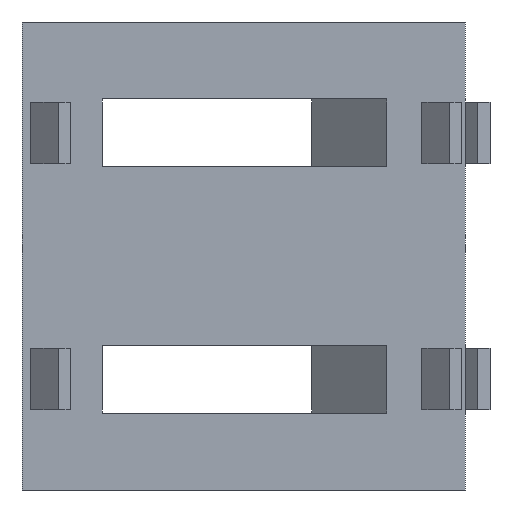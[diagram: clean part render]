
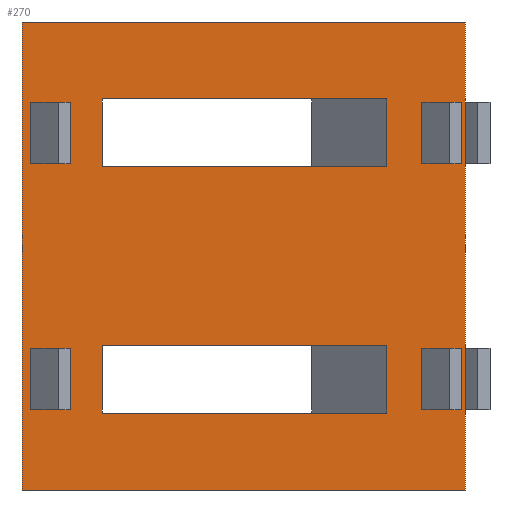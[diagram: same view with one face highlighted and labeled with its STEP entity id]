
A CAD part, left-side view. The second image highlights one B-rep face of the part: STEP entity #270.
In plain terms, the highlighted planar face has unit normal (-1, 0, 0).
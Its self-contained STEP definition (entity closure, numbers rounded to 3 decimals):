
#27=CARTESIAN_POINT('',(0.,0.,19.));
#28=DIRECTION('',(1.,0.,0.));
#29=DIRECTION('',(0.,0.,-1.));
#30=AXIS2_PLACEMENT_3D('',#27,#28,#29);
#31=PLANE('',#30);
#32=CARTESIAN_POINT('',(0.,32.999,-12.5));
#33=VERTEX_POINT('',#32);
#34=CARTESIAN_POINT('',(0.,32.999,-7.5));
#35=VERTEX_POINT('',#34);
#36=CARTESIAN_POINT('',(0.,32.999,-12.5));
#37=DIRECTION('',(0.,0.,1.));
#38=VECTOR('',#37,5.);
#39=LINE('',#36,#38);
#40=EDGE_CURVE('',#33,#35,#39,.T.);
#41=ORIENTED_EDGE('',*,*,#40,.F.);
#42=CARTESIAN_POINT('',(0.,35.3,-12.5));
#43=VERTEX_POINT('',#42);
#44=CARTESIAN_POINT('',(0.,32.999,-12.5));
#45=DIRECTION('',(0.,1.,0.));
#46=VECTOR('',#45,2.301);
#47=LINE('',#44,#46);
#48=EDGE_CURVE('',#33,#43,#47,.T.);
#49=ORIENTED_EDGE('',*,*,#48,.T.);
#50=CARTESIAN_POINT('',(0.,35.3,-7.5));
#51=VERTEX_POINT('',#50);
#52=CARTESIAN_POINT('',(0.,35.3,-12.5));
#53=DIRECTION('',(0.,0.,1.));
#54=VECTOR('',#53,5.);
#55=LINE('',#52,#54);
#56=EDGE_CURVE('',#43,#51,#55,.T.);
#57=ORIENTED_EDGE('',*,*,#56,.T.);
#58=CARTESIAN_POINT('',(0.,32.999,-7.5));
#59=DIRECTION('',(0.,1.,0.));
#60=VECTOR('',#59,2.301);
#61=LINE('',#58,#60);
#62=EDGE_CURVE('',#35,#51,#61,.T.);
#63=ORIENTED_EDGE('',*,*,#62,.F.);
#64=EDGE_LOOP('',(#41,#49,#57,#63));
#65=FACE_BOUND('',#64,.T.);
#66=CARTESIAN_POINT('',(0.,29.5,-7.25));
#67=VERTEX_POINT('',#66);
#68=CARTESIAN_POINT('',(0.,6.364,-7.25));
#69=VERTEX_POINT('',#68);
#70=CARTESIAN_POINT('',(0.,29.5,-7.25));
#71=DIRECTION('',(0.,-1.,0.));
#72=VECTOR('',#71,23.136);
#73=LINE('',#70,#72);
#74=EDGE_CURVE('',#67,#69,#73,.T.);
#75=ORIENTED_EDGE('',*,*,#74,.T.);
#76=CARTESIAN_POINT('',(0.,6.364,-12.75));
#77=VERTEX_POINT('',#76);
#78=CARTESIAN_POINT('',(0.,6.364,-7.25));
#79=DIRECTION('',(0.,0.,-1.));
#80=VECTOR('',#79,5.5);
#81=LINE('',#78,#80);
#82=EDGE_CURVE('',#69,#77,#81,.T.);
#83=ORIENTED_EDGE('',*,*,#82,.T.);
#84=CARTESIAN_POINT('',(0.,29.5,-12.75));
#85=VERTEX_POINT('',#84);
#86=CARTESIAN_POINT('',(0.,29.5,-12.75));
#87=DIRECTION('',(0.,-1.,0.));
#88=VECTOR('',#87,23.136);
#89=LINE('',#86,#88);
#90=EDGE_CURVE('',#85,#77,#89,.T.);
#91=ORIENTED_EDGE('',*,*,#90,.F.);
#92=CARTESIAN_POINT('',(0.,29.5,-7.25));
#93=DIRECTION('',(0.,0.,-1.));
#94=VECTOR('',#93,5.5);
#95=LINE('',#92,#94);
#96=EDGE_CURVE('',#67,#85,#95,.T.);
#97=ORIENTED_EDGE('',*,*,#96,.F.);
#98=EDGE_LOOP('',(#75,#83,#91,#97));
#99=FACE_BOUND('',#98,.T.);
#100=CARTESIAN_POINT('',(0.,35.3,12.5));
#101=VERTEX_POINT('',#100);
#102=CARTESIAN_POINT('',(0.,35.3,7.5));
#103=VERTEX_POINT('',#102);
#104=CARTESIAN_POINT('',(0.,35.3,12.5));
#105=DIRECTION('',(0.,0.,-1.));
#106=VECTOR('',#105,5.);
#107=LINE('',#104,#106);
#108=EDGE_CURVE('',#101,#103,#107,.T.);
#109=ORIENTED_EDGE('',*,*,#108,.F.);
#110=CARTESIAN_POINT('',(0.,32.999,12.5));
#111=VERTEX_POINT('',#110);
#112=CARTESIAN_POINT('',(0.,32.999,12.5));
#113=DIRECTION('',(0.,1.,0.));
#114=VECTOR('',#113,2.301);
#115=LINE('',#112,#114);
#116=EDGE_CURVE('',#111,#101,#115,.T.);
#117=ORIENTED_EDGE('',*,*,#116,.F.);
#118=CARTESIAN_POINT('',(0.,32.999,7.5));
#119=VERTEX_POINT('',#118);
#120=CARTESIAN_POINT('',(0.,32.999,12.5));
#121=DIRECTION('',(0.,0.,-1.));
#122=VECTOR('',#121,5.);
#123=LINE('',#120,#122);
#124=EDGE_CURVE('',#111,#119,#123,.T.);
#125=ORIENTED_EDGE('',*,*,#124,.T.);
#126=CARTESIAN_POINT('',(0.,32.999,7.5));
#127=DIRECTION('',(0.,1.,0.));
#128=VECTOR('',#127,2.301);
#129=LINE('',#126,#128);
#130=EDGE_CURVE('',#119,#103,#129,.T.);
#131=ORIENTED_EDGE('',*,*,#130,.T.);
#132=EDGE_LOOP('',(#109,#117,#125,#131));
#133=FACE_BOUND('',#132,.T.);
#134=CARTESIAN_POINT('',(0.,29.5,7.25));
#135=VERTEX_POINT('',#134);
#136=CARTESIAN_POINT('',(0.,6.364,7.25));
#137=VERTEX_POINT('',#136);
#138=CARTESIAN_POINT('',(0.,29.5,7.25));
#139=DIRECTION('',(0.,-1.,0.));
#140=VECTOR('',#139,23.136);
#141=LINE('',#138,#140);
#142=EDGE_CURVE('',#135,#137,#141,.T.);
#143=ORIENTED_EDGE('',*,*,#142,.F.);
#144=CARTESIAN_POINT('',(0.,29.5,12.75));
#145=VERTEX_POINT('',#144);
#146=CARTESIAN_POINT('',(0.,29.5,7.25));
#147=DIRECTION('',(0.,0.,1.));
#148=VECTOR('',#147,5.5);
#149=LINE('',#146,#148);
#150=EDGE_CURVE('',#135,#145,#149,.T.);
#151=ORIENTED_EDGE('',*,*,#150,.T.);
#152=CARTESIAN_POINT('',(0.,6.364,12.75));
#153=VERTEX_POINT('',#152);
#154=CARTESIAN_POINT('',(0.,29.5,12.75));
#155=DIRECTION('',(0.,-1.,0.));
#156=VECTOR('',#155,23.136);
#157=LINE('',#154,#156);
#158=EDGE_CURVE('',#145,#153,#157,.T.);
#159=ORIENTED_EDGE('',*,*,#158,.T.);
#160=CARTESIAN_POINT('',(0.,6.364,7.25));
#161=DIRECTION('',(-0.,0.,1.));
#162=VECTOR('',#161,5.5);
#163=LINE('',#160,#162);
#164=EDGE_CURVE('',#137,#153,#163,.T.);
#165=ORIENTED_EDGE('',*,*,#164,.F.);
#166=EDGE_LOOP('',(#143,#151,#159,#165));
#167=FACE_BOUND('',#166,.T.);
#168=CARTESIAN_POINT('',(0.,36.,-19.));
#169=VERTEX_POINT('',#168);
#170=CARTESIAN_POINT('',(0.,0.,-19.));
#171=VERTEX_POINT('',#170);
#172=CARTESIAN_POINT('',(0.,36.,-19.));
#173=DIRECTION('',(0.,-1.,0.));
#174=VECTOR('',#173,36.);
#175=LINE('',#172,#174);
#176=EDGE_CURVE('',#169,#171,#175,.T.);
#177=ORIENTED_EDGE('',*,*,#176,.T.);
#178=CARTESIAN_POINT('',(0.,0.,19.));
#179=VERTEX_POINT('',#178);
#180=CARTESIAN_POINT('',(0.,0.,19.));
#181=DIRECTION('',(0.,0.,-1.));
#182=VECTOR('',#181,38.);
#183=LINE('',#180,#182);
#184=EDGE_CURVE('',#179,#171,#183,.T.);
#185=ORIENTED_EDGE('',*,*,#184,.F.);
#186=CARTESIAN_POINT('',(0.,36.,19.));
#187=VERTEX_POINT('',#186);
#188=CARTESIAN_POINT('',(0.,36.,19.));
#189=DIRECTION('',(0.,-1.,0.));
#190=VECTOR('',#189,36.);
#191=LINE('',#188,#190);
#192=EDGE_CURVE('',#187,#179,#191,.T.);
#193=ORIENTED_EDGE('',*,*,#192,.F.);
#194=CARTESIAN_POINT('',(0.,36.,19.));
#195=DIRECTION('',(0.,0.,-1.));
#196=VECTOR('',#195,38.);
#197=LINE('',#194,#196);
#198=EDGE_CURVE('',#187,#169,#197,.T.);
#199=ORIENTED_EDGE('',*,*,#198,.T.);
#200=EDGE_LOOP('',(#177,#185,#193,#199));
#201=FACE_BOUND('',#200,.T.);
#202=CARTESIAN_POINT('',(0.,1.235,12.5));
#203=VERTEX_POINT('',#202);
#204=CARTESIAN_POINT('',(-0.,3.536,12.5));
#205=VERTEX_POINT('',#204);
#206=CARTESIAN_POINT('',(0.,1.235,12.5));
#207=DIRECTION('',(-0.,1.,0.));
#208=VECTOR('',#207,2.301);
#209=LINE('',#206,#208);
#210=EDGE_CURVE('',#203,#205,#209,.T.);
#211=ORIENTED_EDGE('',*,*,#210,.F.);
#212=CARTESIAN_POINT('',(0.,1.235,7.5));
#213=VERTEX_POINT('',#212);
#214=CARTESIAN_POINT('',(0.,1.235,12.5));
#215=DIRECTION('',(0.,0.,-1.));
#216=VECTOR('',#215,5.);
#217=LINE('',#214,#216);
#218=EDGE_CURVE('',#203,#213,#217,.T.);
#219=ORIENTED_EDGE('',*,*,#218,.T.);
#220=CARTESIAN_POINT('',(-0.,3.536,7.5));
#221=VERTEX_POINT('',#220);
#222=CARTESIAN_POINT('',(0.,1.235,7.5));
#223=DIRECTION('',(-0.,1.,0.));
#224=VECTOR('',#223,2.301);
#225=LINE('',#222,#224);
#226=EDGE_CURVE('',#213,#221,#225,.T.);
#227=ORIENTED_EDGE('',*,*,#226,.T.);
#228=CARTESIAN_POINT('',(-0.,3.536,12.5));
#229=DIRECTION('',(0.,0.,-1.));
#230=VECTOR('',#229,5.);
#231=LINE('',#228,#230);
#232=EDGE_CURVE('',#205,#221,#231,.T.);
#233=ORIENTED_EDGE('',*,*,#232,.F.);
#234=EDGE_LOOP('',(#211,#219,#227,#233));
#235=FACE_BOUND('',#234,.T.);
#236=CARTESIAN_POINT('',(0.,1.235,-12.5));
#237=VERTEX_POINT('',#236);
#238=CARTESIAN_POINT('',(-0.,3.536,-12.5));
#239=VERTEX_POINT('',#238);
#240=CARTESIAN_POINT('',(0.,1.235,-12.5));
#241=DIRECTION('',(-0.,1.,0.));
#242=VECTOR('',#241,2.301);
#243=LINE('',#240,#242);
#244=EDGE_CURVE('',#237,#239,#243,.T.);
#245=ORIENTED_EDGE('',*,*,#244,.T.);
#246=CARTESIAN_POINT('',(-0.,3.536,-7.5));
#247=VERTEX_POINT('',#246);
#248=CARTESIAN_POINT('',(-0.,3.536,-12.5));
#249=DIRECTION('',(0.,0.,1.));
#250=VECTOR('',#249,5.);
#251=LINE('',#248,#250);
#252=EDGE_CURVE('',#239,#247,#251,.T.);
#253=ORIENTED_EDGE('',*,*,#252,.T.);
#254=CARTESIAN_POINT('',(0.,1.235,-7.5));
#255=VERTEX_POINT('',#254);
#256=CARTESIAN_POINT('',(0.,1.235,-7.5));
#257=DIRECTION('',(-0.,1.,0.));
#258=VECTOR('',#257,2.301);
#259=LINE('',#256,#258);
#260=EDGE_CURVE('',#255,#247,#259,.T.);
#261=ORIENTED_EDGE('',*,*,#260,.F.);
#262=CARTESIAN_POINT('',(0.,1.235,-12.5));
#263=DIRECTION('',(-0.,0.,1.));
#264=VECTOR('',#263,5.);
#265=LINE('',#262,#264);
#266=EDGE_CURVE('',#237,#255,#265,.T.);
#267=ORIENTED_EDGE('',*,*,#266,.F.);
#268=EDGE_LOOP('',(#245,#253,#261,#267));
#269=FACE_BOUND('',#268,.T.);
#270=ADVANCED_FACE('NONE',(#65,#99,#133,#167,#201,#235,#269),#31,.F.);
